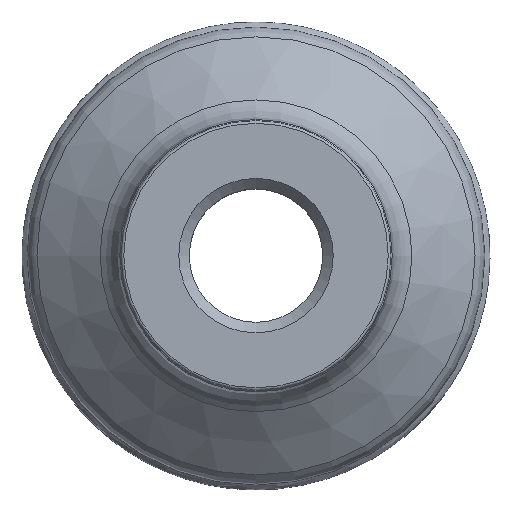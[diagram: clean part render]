
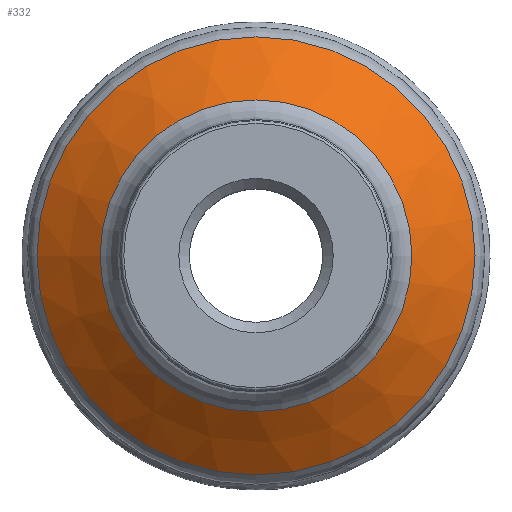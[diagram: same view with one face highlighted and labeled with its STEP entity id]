
A CAD part, top view. The second image highlights one B-rep face of the part: STEP entity #332.
In plain terms, the highlighted conical face has half-angle 51.306 degrees and reference radius 43.6 mm.
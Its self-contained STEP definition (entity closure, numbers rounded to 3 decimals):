
#101=CONICAL_SURFACE('',#581,43.6,51.306);
#135=EDGE_LOOP('',(#199));
#136=EDGE_LOOP('',(#200));
#199=ORIENTED_EDGE('',*,*,#262,.T.);
#200=ORIENTED_EDGE('',*,*,#263,.T.);
#262=EDGE_CURVE('',#441,#441,#294,.T.);
#263=EDGE_CURVE('',#442,#442,#295,.T.);
#294=CIRCLE('',#579,41.726);
#295=CIRCLE('',#580,29.691);
#332=ADVANCED_FACE('SU_5',(#376,#377),#101,.T.);
#376=FACE_BOUND('',#135,.T.);
#377=FACE_BOUND('',#136,.T.);
#441=VERTEX_POINT('',#8945);
#442=VERTEX_POINT('',#8947);
#579=AXIS2_PLACEMENT_3D('',#8944,#693,#694);
#580=AXIS2_PLACEMENT_3D('',#8946,#695,#696);
#581=AXIS2_PLACEMENT_3D('',#8948,#697,#698);
#693=DIRECTION('',(0.,0.,1.));
#694=DIRECTION('',(1.,0.,0.));
#695=DIRECTION('',(0.,0.,-1.));
#696=DIRECTION('',(-1.,0.,0.));
#697=DIRECTION('',(0.,0.,-1.));
#698=DIRECTION('',(-1.,0.,0.));
#8944=CARTESIAN_POINT('',(0.,0.,-31.097));
#8945=CARTESIAN_POINT('',(41.726,0.,-31.097));
#8946=CARTESIAN_POINT('',(0.,0.,-21.458));
#8947=CARTESIAN_POINT('',(-29.691,0.,-21.458));
#8948=CARTESIAN_POINT('',(0.,0.,-32.599));
